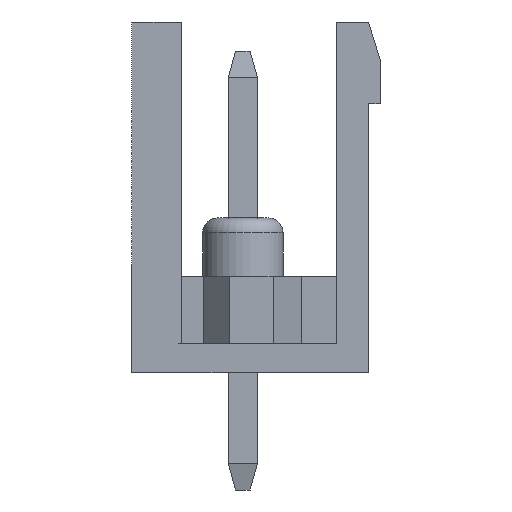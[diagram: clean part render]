
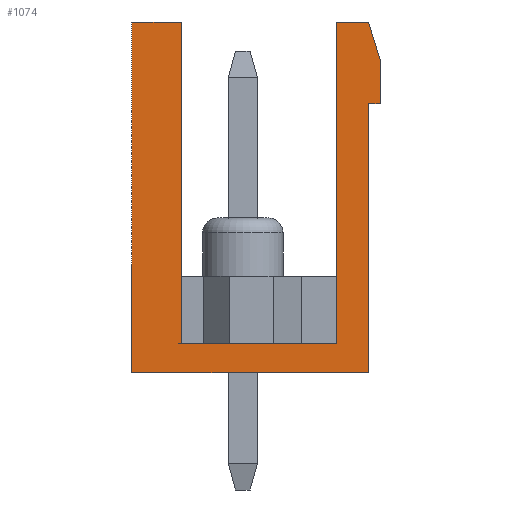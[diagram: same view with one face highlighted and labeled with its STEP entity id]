
A CAD part, left-side view. The second image highlights one B-rep face of the part: STEP entity #1074.
In plain terms, the highlighted planar face has unit normal (-1, 0, 0).
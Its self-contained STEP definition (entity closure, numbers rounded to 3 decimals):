
#1074 = ADVANCED_FACE( '', ( #2580 ), #2581, .F. );
#2580 = FACE_OUTER_BOUND( '', #4638, .T. );
#2581 = PLANE( '', #4639 );
#4638 = EDGE_LOOP( '', ( #7274, #7275, #7276, #7277, #7278, #7279, #7280, #7281, #7282, #7283, #7284 ) );
#4639 = AXIS2_PLACEMENT_3D( '', #7285, #7286, #7287 );
#7274 = ORIENTED_EDGE( '', *, *, #13285, .T. );
#7275 = ORIENTED_EDGE( '', *, *, #13286, .F. );
#7276 = ORIENTED_EDGE( '', *, *, #13287, .F. );
#7277 = ORIENTED_EDGE( '', *, *, #13288, .F. );
#7278 = ORIENTED_EDGE( '', *, *, #13289, .T. );
#7279 = ORIENTED_EDGE( '', *, *, #12976, .F. );
#7280 = ORIENTED_EDGE( '', *, *, #13290, .F. );
#7281 = ORIENTED_EDGE( '', *, *, #13147, .F. );
#7282 = ORIENTED_EDGE( '', *, *, #13291, .T. );
#7283 = ORIENTED_EDGE( '', *, *, #13292, .T. );
#7284 = ORIENTED_EDGE( '', *, *, #13293, .F. );
#7285 = CARTESIAN_POINT( '', ( -48.26, 0., 0. ) );
#7286 = DIRECTION( '', ( 1., 0., 0. ) );
#7287 = DIRECTION( '', ( 0., 0., -1. ) );
#12976 = EDGE_CURVE( '', #15689, #15690, #15691, .T. );
#13147 = EDGE_CURVE( '', #15998, #15999, #16000, .T. );
#13285 = EDGE_CURVE( '', #16232, #16233, #16234, .T. );
#13286 = EDGE_CURVE( '', #16235, #16233, #16236, .T. );
#13287 = EDGE_CURVE( '', #16237, #16235, #16238, .T. );
#13288 = EDGE_CURVE( '', #16239, #16237, #16240, .T. );
#13289 = EDGE_CURVE( '', #16239, #15690, #16241, .T. );
#13290 = EDGE_CURVE( '', #15999, #15689, #16242, .T. );
#13291 = EDGE_CURVE( '', #15998, #16243, #16244, .T. );
#13292 = EDGE_CURVE( '', #16243, #16245, #16246, .T. );
#13293 = EDGE_CURVE( '', #16232, #16245, #16247, .T. );
#15689 = VERTEX_POINT( '', #19634 );
#15690 = VERTEX_POINT( '', #19635 );
#15691 = LINE( '', #19636, #19637 );
#15998 = VERTEX_POINT( '', #20065 );
#15999 = VERTEX_POINT( '', #20066 );
#16000 = LINE( '', #20067, #20068 );
#16232 = VERTEX_POINT( '', #20400 );
#16233 = VERTEX_POINT( '', #20401 );
#16234 = LINE( '', #20402, #20403 );
#16235 = VERTEX_POINT( '', #20404 );
#16236 = LINE( '', #20405, #20406 );
#16237 = VERTEX_POINT( '', #20407 );
#16238 = LINE( '', #20408, #20409 );
#16239 = VERTEX_POINT( '', #20410 );
#16240 = LINE( '', #20411, #20412 );
#16241 = LINE( '', #20413, #20414 );
#16242 = LINE( '', #20415, #20416 );
#16243 = VERTEX_POINT( '', #20417 );
#16244 = LINE( '', #20418, #20419 );
#16245 = VERTEX_POINT( '', #20420 );
#16246 = LINE( '', #20421, #20422 );
#16247 = LINE( '', #20423, #20424 );
#19634 = CARTESIAN_POINT( '', ( -48.26, 4.05, 6. ) );
#19635 = CARTESIAN_POINT( '', ( -48.26, 2.35, 6. ) );
#19636 = CARTESIAN_POINT( '', ( -48.26, 4.05, 6. ) );
#19637 = VECTOR( '', #24684, 1000. );
#20065 = CARTESIAN_POINT( '', ( -48.26, -4.05, -6. ) );
#20066 = CARTESIAN_POINT( '', ( -48.26, 4.05, -6. ) );
#20067 = CARTESIAN_POINT( '', ( -48.26, -4.45, -6. ) );
#20068 = VECTOR( '', #24881, 1000. );
#20400 = CARTESIAN_POINT( '', ( -48.26, -4.45, 4.7 ) );
#20401 = CARTESIAN_POINT( '', ( -48.26, -4.05, 6. ) );
#20402 = CARTESIAN_POINT( '', ( -48.26, -4.45, 4.7 ) );
#20403 = VECTOR( '', #25012, 1000. );
#20404 = CARTESIAN_POINT( '', ( -48.26, -2.95, 6. ) );
#20405 = CARTESIAN_POINT( '', ( -48.26, 4.05, 6. ) );
#20406 = VECTOR( '', #25013, 1000. );
#20407 = CARTESIAN_POINT( '', ( -48.26, -2.95, -5. ) );
#20408 = CARTESIAN_POINT( '', ( -48.26, -2.95, -5. ) );
#20409 = VECTOR( '', #25014, 1000. );
#20410 = CARTESIAN_POINT( '', ( -48.26, 2.35, -5. ) );
#20411 = CARTESIAN_POINT( '', ( -48.26, 2.35, -5. ) );
#20412 = VECTOR( '', #25015, 1000. );
#20413 = CARTESIAN_POINT( '', ( -48.26, 2.35, -5. ) );
#20414 = VECTOR( '', #25016, 1000. );
#20415 = CARTESIAN_POINT( '', ( -48.26, 4.05, -6. ) );
#20416 = VECTOR( '', #25017, 1000. );
#20417 = CARTESIAN_POINT( '', ( -48.26, -4.05, 3.2 ) );
#20418 = CARTESIAN_POINT( '', ( -48.26, -4.05, -6. ) );
#20419 = VECTOR( '', #25018, 1000. );
#20420 = CARTESIAN_POINT( '', ( -48.26, -4.45, 3.2 ) );
#20421 = CARTESIAN_POINT( '', ( -48.26, -4.05, 3.2 ) );
#20422 = VECTOR( '', #25019, 1000. );
#20423 = CARTESIAN_POINT( '', ( -48.26, -4.45, 6. ) );
#20424 = VECTOR( '', #25020, 1000. );
#24684 = DIRECTION( '', ( 0., -1., 0. ) );
#24881 = DIRECTION( '', ( 0., 1., 0. ) );
#25012 = DIRECTION( '', ( 0., 0.294, 0.956 ) );
#25013 = DIRECTION( '', ( 0., -1., 0. ) );
#25014 = DIRECTION( '', ( 0., 0., 1. ) );
#25015 = DIRECTION( '', ( 0., -1., 0. ) );
#25016 = DIRECTION( '', ( 0., 0., 1. ) );
#25017 = DIRECTION( '', ( 0., 0., 1. ) );
#25018 = DIRECTION( '', ( 0., 0., 1. ) );
#25019 = DIRECTION( '', ( 0., -1., 0. ) );
#25020 = DIRECTION( '', ( 0., 0., -1. ) );
